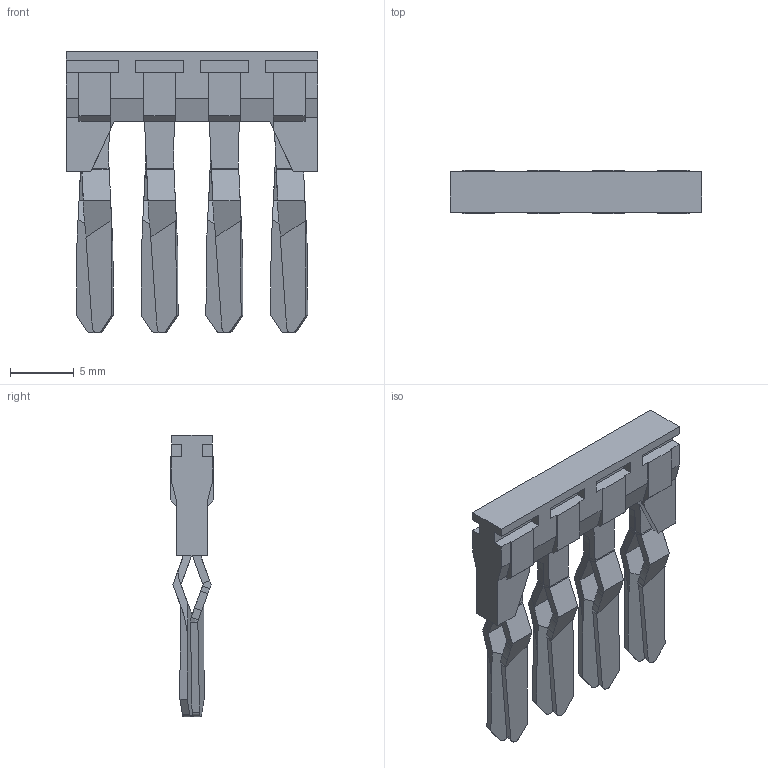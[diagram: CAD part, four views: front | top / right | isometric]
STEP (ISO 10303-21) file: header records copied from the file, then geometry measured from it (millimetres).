
FILE_DESCRIPTION(/* description */ (''),/* implementation_level */ '2;1');
FILE_NAME(/* name */ '17404.8_FIQI_2.5-4_4.stp',/* time_stamp */ '2018-06-26T09:59:38+02:00',/* author */ (''),/* organization */ (''),/* preprocessor_version */ 'ST-DEVELOPER v16',/* originating_system */ 'SIEMENS PLM Software NX 10.0',/* authorisation */ '');
FILE_SCHEMA (('AP203_CONFIGURATION_CONTROLLED_3D_DESIGN_OF_MECHANICAL_PARTS_AND_ASSEMBLIES_MIM_LF { 1 0 10303 403 2 1 2}'));
Length unit declared in the file: millimetre
Products named in the file (1): scho2214D57Bx40g
Bounding box: 19.8 x 3.4 x 22.17 mm (x, y, z)
Volume: 518.8 mm3; surface area: 1092.3 mm2
Topology: 1 solids, 1 shells, 310 faces, 864 edges, 558 vertices
Faces by surface type: plane 240, cylinder 38, bspline 32
Entity records: 10906 total; most frequent: CARTESIAN_POINT 3007, ORIENTED_EDGE 1756, DIRECTION 1388, EDGE_CURVE 878, LINE 726, VECTOR 726, VERTEX_POINT 582, AXIS2_PLACEMENT_3D 331
